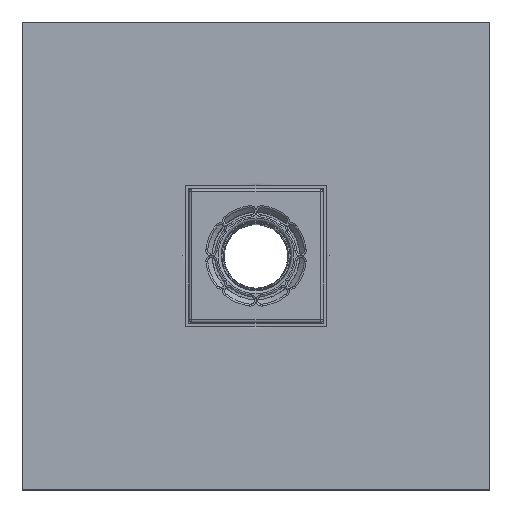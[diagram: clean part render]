
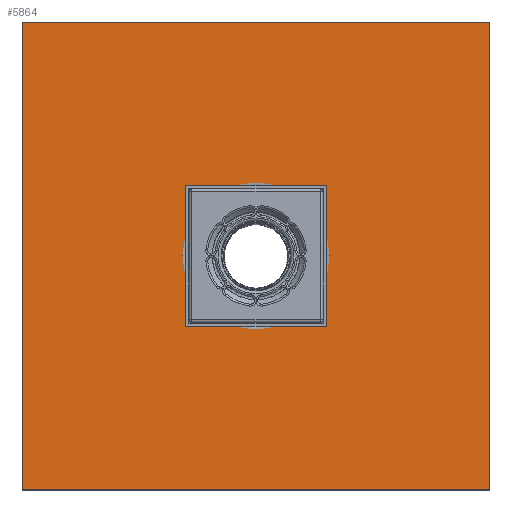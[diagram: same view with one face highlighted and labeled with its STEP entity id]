
A CAD part, top view. The second image highlights one B-rep face of the part: STEP entity #5864.
In plain terms, the highlighted planar face has unit normal (0, 0, 1).
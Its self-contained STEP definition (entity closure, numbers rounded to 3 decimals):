
#443=LINE('',#10725,#685);
#444=LINE('',#10728,#686);
#445=LINE('',#10730,#687);
#446=LINE('',#10731,#688);
#685=VECTOR('',#8682,1.);
#686=VECTOR('',#8685,1.);
#687=VECTOR('',#8686,1.);
#688=VECTOR('',#8687,1.);
#913=FACE_BOUND('',#1647,.T.);
#1225=FACE_OUTER_BOUND('',#1646,.T.);
#1646=EDGE_LOOP('',(#5100,#5101,#5102,#5103));
#1647=EDGE_LOOP('',(#5104));
#2186=CIRCLE('',#6687,78.252);
#2705=VERTEX_POINT('',#10640);
#2726=VERTEX_POINT('',#10719);
#2728=VERTEX_POINT('',#10723);
#2729=VERTEX_POINT('',#10727);
#2730=VERTEX_POINT('',#10729);
#3497=EDGE_CURVE('',#2705,#2705,#2186,.T.);
#3539=EDGE_CURVE('',#2726,#2728,#443,.T.);
#3540=EDGE_CURVE('',#2726,#2729,#444,.T.);
#3541=EDGE_CURVE('',#2730,#2728,#445,.T.);
#3542=EDGE_CURVE('',#2729,#2730,#446,.T.);
#5100=ORIENTED_EDGE('',*,*,#3540,.F.);
#5101=ORIENTED_EDGE('',*,*,#3539,.T.);
#5102=ORIENTED_EDGE('',*,*,#3541,.F.);
#5103=ORIENTED_EDGE('',*,*,#3542,.F.);
#5104=ORIENTED_EDGE('',*,*,#3497,.T.);
#5537=PLANE('',#6734);
#5864=ADVANCED_FACE('',(#1225,#913),#5537,.T.);
#6687=AXIS2_PLACEMENT_3D('',#10641,#8574,#8575);
#6734=AXIS2_PLACEMENT_3D('',#10726,#8683,#8684);
#8574=DIRECTION('center_axis',(0.,0.,-1.));
#8575=DIRECTION('ref_axis',(-1.,0.,0.));
#8682=DIRECTION('',(0.,-1.,0.));
#8683=DIRECTION('center_axis',(0.,0.,1.));
#8684=DIRECTION('ref_axis',(-1.,0.,0.));
#8685=DIRECTION('',(1.,0.,0.));
#8686=DIRECTION('',(-1.,0.,0.));
#8687=DIRECTION('',(0.,-1.,0.));
#10640=CARTESIAN_POINT('',(-2837.945,-88.,438.142));
#10641=CARTESIAN_POINT('Origin',(-2916.197,-88.,438.142));
#10719=CARTESIAN_POINT('',(-3166.197,162.,438.142));
#10723=CARTESIAN_POINT('',(-3166.197,-338.,438.142));
#10725=CARTESIAN_POINT('',(-3166.197,162.,438.142));
#10726=CARTESIAN_POINT('Origin',(-2666.197,162.,438.142));
#10727=CARTESIAN_POINT('',(-2666.197,162.,438.142));
#10728=CARTESIAN_POINT('',(-3166.197,162.,438.142));
#10729=CARTESIAN_POINT('',(-2666.197,-338.,438.142));
#10730=CARTESIAN_POINT('',(-3166.197,-338.,438.142));
#10731=CARTESIAN_POINT('',(-2666.197,162.,438.142));
